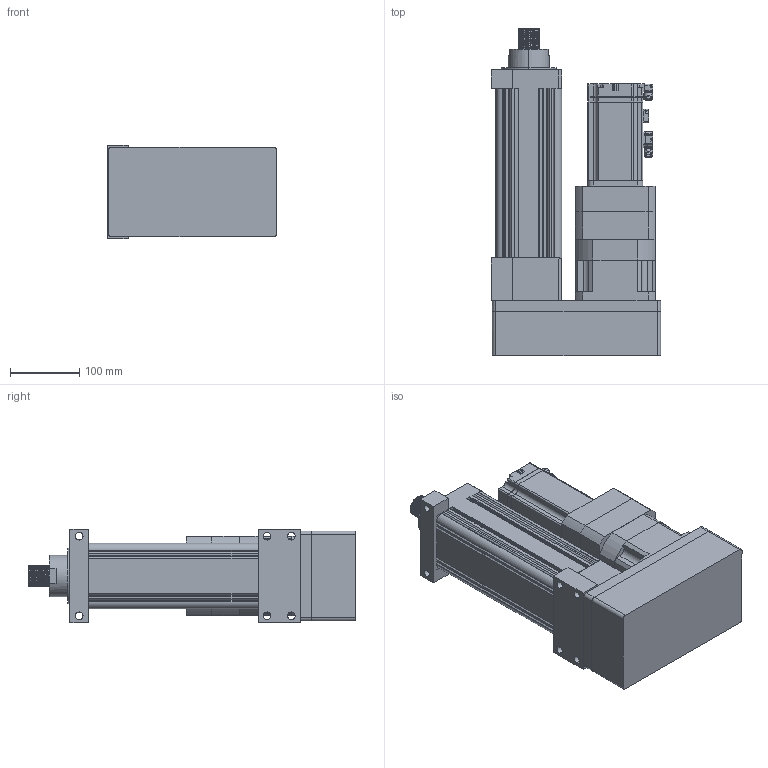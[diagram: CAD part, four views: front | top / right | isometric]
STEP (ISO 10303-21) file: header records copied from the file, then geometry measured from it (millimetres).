
FILE_DESCRIPTION (( 'STEP AP203' ), '1' );
FILE_NAME ('RLB95-10WS-31KN-R100-20mm-s.STEP', '2025-01-07T06:38:36', ( '微软用户' ), ( '微软中国' ), 'SwSTEP 2.0', 'SolidWorks 2022', '' );
FILE_SCHEMA (( 'CONFIG_CONTROL_DESIGN' ));
Length unit declared in the file: millimetre
Products named in the file (35): _1-SO-740050001_1_1_1.stp; _1-SO-95990001_1_1_1.stp; _1-SO-404410001_1_1_1.stp; MS1H4-75B30CB-A334Z_1_ASM_1_ASM_ASM.stp; _1-SO-403340001_1_1_1.stp; 21E8-005-1072-P4_1_1_1_1.stp; _1-SO-731880001_1_1_1.stp; 31090651--MS1H4-750001_1_1_1.stp; 1-295230_1_1_1.stp; _1-SO-93600001_1_1_1.stp; _1-SO-417760001_1_1_1.stp; 31740002--1-SOLI00_1_1_1_1.stp; 750W-3000带刹车; 95缸行程100折叠卧式安装; 1-543110_1_1_1.stp; _1-SO-417070001_1_1_1.stp; _1-SO-158220001_1_1_1.stp; MS1H4-75B30CB-A334Z-S_ASM_1_ASM.stp; 31090537--1-SOL000_1_1_1_1.stp; _1-SO-983650001_1_1_1.stp; _1-SO-573050001_1_1_1.stp; MS1H4-75B30CB-(x)334Z.stp; MS1H4-75B30CB-A334Z_ASM_1-37940_ASM.stp; _80-1-SO0001_1_1_1_1.stp; 22010113--1-SOLI00_1_1_1_1.stp; MS1H4-75B30CB-A334Z_ASM_1-37904_ASM.stp; _1-SO-421760001_1_1_1.stp; 21E8-005-1073-P4_1_1_1_1.stp; 31090527--1-SOL000_1_1_1_1.stp; 30_1_1_1_1.stp; 22060240_3_1_1_1.stp; PGH115两级(19-70-90-M6); _1-SO-424920001_1_1_1.stp; _1-SO-742120001_1_1_1.stp; RLB95-10WS-31KN-R100-20mm-s
Assembly tree (35 placements, depth 8):
  RLB95-10WS-31KN-R100-20mm-s
    95缸行程100折叠卧式安装
    PGH115两级(19-70-90-M6)
    750W-3000带刹车
      MS1H4-75B30CB-(x)334Z.stp
        MS1H4-75B30CB-A334Z-S_ASM_1_ASM.stp
          MS1H4-75B30CB-A334Z_ASM_1-37940_ASM.stp
            MS1H4-75B30CB-A334Z_ASM_1-37904_ASM.stp
              MS1H4-75B30CB-A334Z_1_ASM_1_ASM_ASM.stp
                _1-SO-93600001_1_1_1.stp
                _1-SO-95990001_1_1_1.stp
                _1-SO-158220001_1_1_1.stp
                31090527--1-SOL000_1_1_1_1.stp
                1-295230_1_1_1.stp
                31740002--1-SOLI00_1_1_1_1.stp
                _1-SO-403340001_1_1_1.stp
                _1-SO-404410001_1_1_1.stp
                31090537--1-SOL000_1_1_1_1.stp
                _80-1-SO0001_1_1_1_1.stp
                _1-SO-417070001_1_1_1.stp
                _1-SO-417760001_1_1_1.stp
                _1-SO-421760001_1_1_1.stp
                _1-SO-424920001_1_1_1.stp
                30_1_1_1_1.stp
                1-543110_1_1_1.stp
                _1-SO-573050001_1_1_1.stp
                31090651--MS1H4-750001_1_1_1.stp
                22010113--1-SOLI00_1_1_1_1.stp
                _1-SO-731880001_1_1_1.stp
                _1-SO-740050001_1_1_1.stp
                _1-SO-742120001_1_1_1.stp
                _1-SO-983650001_1_1_1.stp
          21E8-005-1072-P4_1_1_1_1.stp
          21E8-005-1073-P4_1_1_1_1.stp
          22060240_3_1_1_1.stp  x2
Bounding box: 244.5 x 473 x 135 mm (x, y, z)
Volume: 7029049.8 mm3; surface area: 750090.7 mm2
Topology: 32 solids, 37 shells, 2267 faces, 6088 edges, 3984 vertices
Faces by surface type: plane 1311, cylinder 729, torus 102, bspline 69, cone 48, sphere 8
Entity records: 82931 total; most frequent: CARTESIAN_POINT 22476, ORIENTED_EDGE 12024, DIRECTION 11652, EDGE_CURVE 6016, VERTEX_POINT 3940, AXIS2_PLACEMENT_3D 3892, LINE 3868, VECTOR 3868
